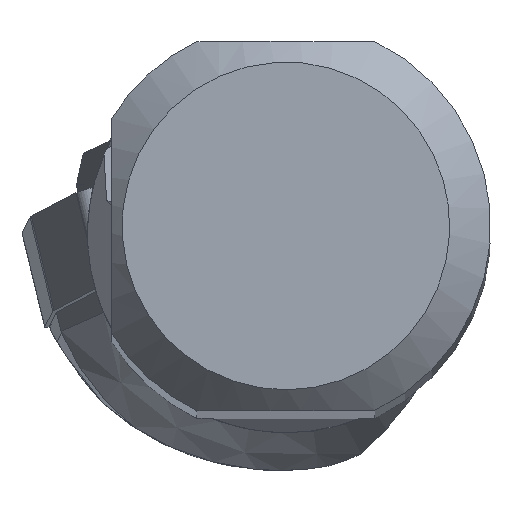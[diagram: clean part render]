
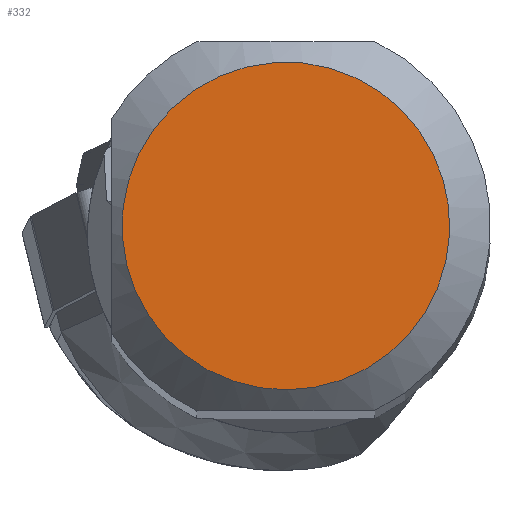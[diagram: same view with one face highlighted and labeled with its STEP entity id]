
A CAD part, top view. The second image highlights one B-rep face of the part: STEP entity #332.
In plain terms, the highlighted planar face has unit normal (0, 0, 1).
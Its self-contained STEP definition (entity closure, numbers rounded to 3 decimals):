
#162=FACE_OUTER_BOUND('',#499,.T.);
#241=CIRCLE('',#1954,7.991);
#332=ADVANCED_FACE('',(#162),#411,.F.);
#411=PLANE('',#1959);
#499=EDGE_LOOP('',(#810));
#810=ORIENTED_EDGE('',*,*,#1421,.T.);
#1221=VERTEX_POINT('',#2963);
#1421=EDGE_CURVE('',#1221,#1221,#241,.T.);
#1954=AXIS2_PLACEMENT_3D('',#2962,#2286,#2287);
#1959=AXIS2_PLACEMENT_3D('',#2998,#2296,#2297);
#2286=DIRECTION('',(0.,0.,1.));
#2287=DIRECTION('',(-0.972,-0.234,0.));
#2296=DIRECTION('',(0.,0.,-1.));
#2297=DIRECTION('',(0.972,0.234,0.));
#2962=CARTESIAN_POINT('',(0.,0.,
0.));
#2963=CARTESIAN_POINT('',(-7.769,-1.872,0.));
#2998=CARTESIAN_POINT('',(0.,0.,
0.));
